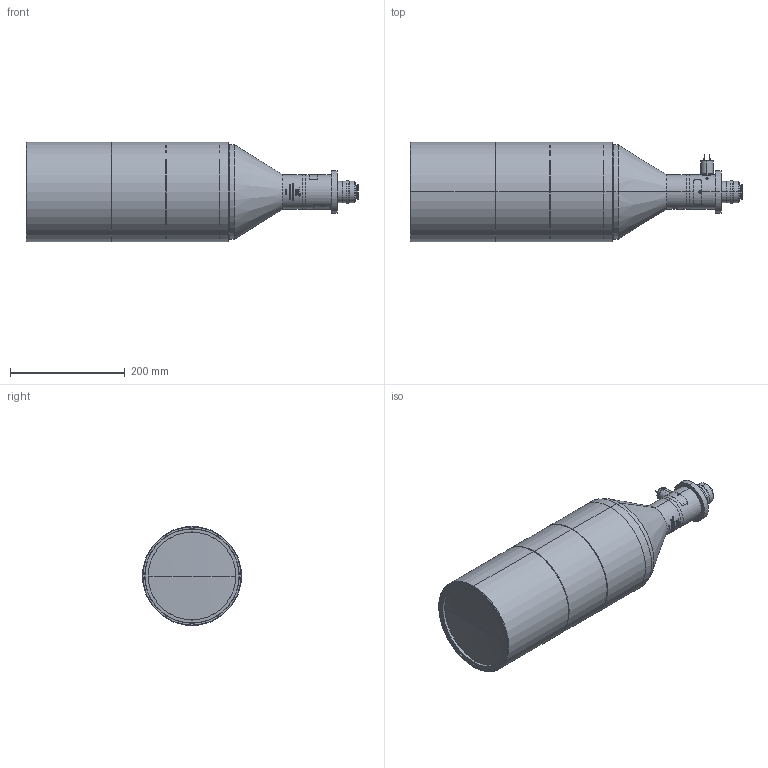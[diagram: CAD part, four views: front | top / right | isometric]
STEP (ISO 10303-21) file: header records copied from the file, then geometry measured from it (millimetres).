
FILE_DESCRIPTION (( 'STEP AP203' ), '1' );
FILE_NAME ('S5LPL1824_LED_01.STEP', '2022-03-03T06:10:26', ( '' ), ( '' ), 'SwSTEP 2.0', 'SolidWorks 2021', '' );
FILE_SCHEMA (( 'CONFIG_CONTROL_DESIGN' ));
Length unit declared in the file: millimetre
Products named in the file (39): 385208; 115703; 385209; S5ELE1365; 122103; S0DIF1363; O-Ring 15x1; 134317; 518003; 163401; 134318; S5LMN0450_078; 134316; 385204; 115706; 385201; S5LAO0450_078; 518004; 216002_S5LPL1824-LED; 053710; 134330; S5LPL1824_LED_01; DIN 914 - M3 x 4-N_DIN 914 - M3 x 4-N; 95522; DIN 912 M2 x 10 --- 10N_DIN 912 M2 x 10 --- 10N; S5LAO4024_078; 115705; DIN 912 M2 x 4 --- 4N_DIN 912 M2 x 4 --- 4N; 097108; 134319; 518001; Anschlußkabel 300 mm^134301; 134301; 239407; 385205; S5LDX4023; 518002; S5FIL0201; S5LED0011
Assembly tree (41 placements, depth 4):
  S5LPL1824_LED_01
    S5LAO0450_078
      S5LMN0450_078
    122103
    115703  x2
    115705
    115706
    239407
    097108
    518001
      518002
      518003
      518004
      O-Ring 15x1
      DIN 912 M2 x 10 --- 10N_DIN 912 M2 x 10 --- 10N
      DIN 912 M2 x 4 --- 4N_DIN 912 M2 x 4 --- 4N  x2
      DIN 914 - M3 x 4-N_DIN 914 - M3 x 4-N
    216002_S5LPL1824-LED
    385201
      S5LAO4024_078
        S5LDX4023
      95522
      385204
      385205
      385208
      385209
    163401
      134301
        134317
        134319
        134330
        S5ELE1365
        S5LED0011
        Anschlußkabel 300 mm^134301  x2
      134316
      134318
      053710
      S5FIL0201
      S0DIF1363
Bounding box: 579.19 x 173 x 173 mm (x, y, z)
Volume: 2488486.4 mm3; surface area: 696202.7 mm2
Topology: 35 solids, 35 shells, 1488 faces, 3606 edges, 2298 vertices
Faces by surface type: plane 471, cylinder 419, bspline 339, cone 134, torus 116, sphere 9
Entity records: 80978 total; most frequent: CARTESIAN_POINT 45622, ORIENTED_EDGE 6852, DIRECTION 5755, EDGE_CURVE 3426, AXIS2_PLACEMENT_3D 2335, VERTEX_POINT 2198, EDGE_LOOP 1590, ADVANCED_FACE 1409
